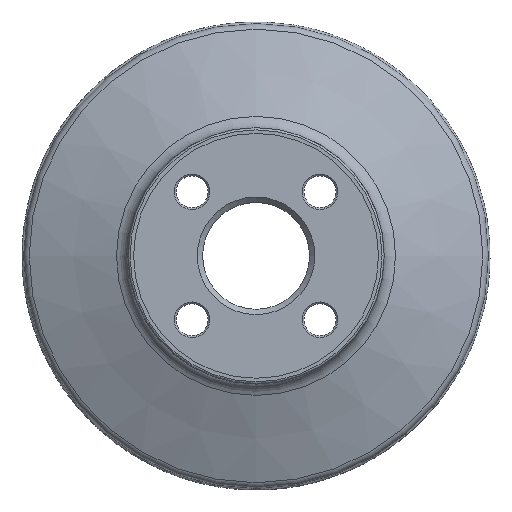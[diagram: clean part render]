
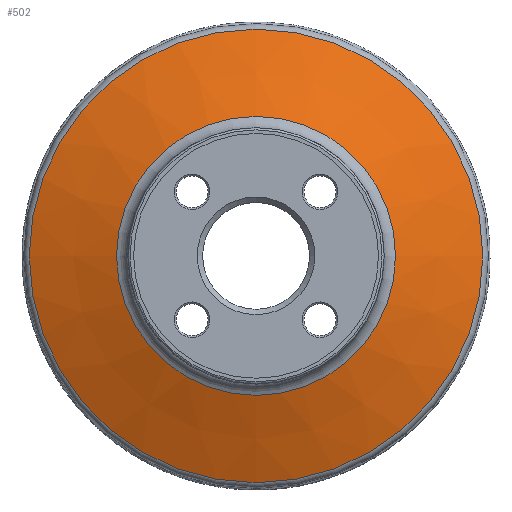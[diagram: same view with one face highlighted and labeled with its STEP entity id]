
A CAD part, top view. The second image highlights one B-rep face of the part: STEP entity #502.
In plain terms, the highlighted conical face has half-angle 68.433 degrees and reference radius 130.5 mm.
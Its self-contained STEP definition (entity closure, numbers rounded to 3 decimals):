
#102=CONICAL_SURFACE('',#1029,130.5,68.433);
#158=EDGE_LOOP('',(#272));
#159=EDGE_LOOP('',(#273));
#272=ORIENTED_EDGE('',*,*,#385,.T.);
#273=ORIENTED_EDGE('',*,*,#386,.T.);
#385=EDGE_CURVE('',#685,#685,#442,.T.);
#386=EDGE_CURVE('',#686,#686,#443,.T.);
#442=CIRCLE('',#1027,127.338);
#443=CIRCLE('',#1028,78.324);
#502=ADVANCED_FACE('SU_5',(#570,#571),#102,.T.);
#570=FACE_BOUND('',#158,.T.);
#571=FACE_BOUND('',#159,.T.);
#685=VERTEX_POINT('',#10581);
#686=VERTEX_POINT('',#10583);
#1027=AXIS2_PLACEMENT_3D('',#10580,#1228,#1229);
#1028=AXIS2_PLACEMENT_3D('',#10582,#1230,#1231);
#1029=AXIS2_PLACEMENT_3D('',#10584,#1232,#1233);
#1228=DIRECTION('',(0.,0.,1.));
#1229=DIRECTION('',(1.,0.,0.));
#1230=DIRECTION('',(0.,0.,-1.));
#1231=DIRECTION('',(-1.,0.,0.));
#1232=DIRECTION('',(0.,0.,-1.));
#1233=DIRECTION('',(-1.,0.,0.));
#10580=CARTESIAN_POINT('',(0.,0.,-43.35));
#10581=CARTESIAN_POINT('',(127.338,0.,-43.35));
#10582=CARTESIAN_POINT('',(0.,0.,-23.977));
#10583=CARTESIAN_POINT('',(-78.324,0.,-23.977));
#10584=CARTESIAN_POINT('',(0.,0.,-44.6));
